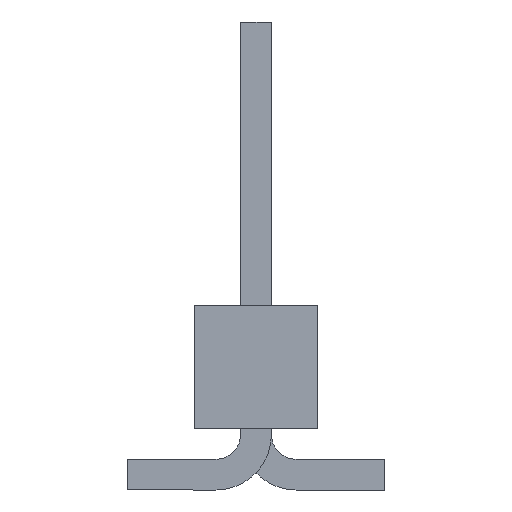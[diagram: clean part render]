
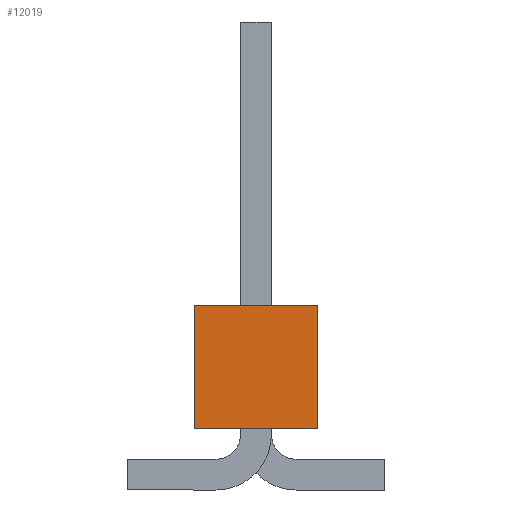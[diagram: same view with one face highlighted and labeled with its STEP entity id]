
A CAD part, left-side view. The second image highlights one B-rep face of the part: STEP entity #12019.
In plain terms, the highlighted face is planar.
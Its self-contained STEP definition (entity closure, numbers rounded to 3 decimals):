
#2624 = VERTEX_POINT('',#2625);
#2625 = CARTESIAN_POINT('',(49.53,1.27,1.27));
#2631 = EDGE_CURVE('',#2624,#2632,#2634,.T.);
#2632 = VERTEX_POINT('',#2633);
#2633 = CARTESIAN_POINT('',(49.53,1.27,-1.27));
#2634 = LINE('',#2635,#2636);
#2635 = CARTESIAN_POINT('',(49.53,1.27,1.27));
#2636 = VECTOR('',#2637,1.);
#2637 = DIRECTION('',(0.,0.,-1.));
#6382 = VERTEX_POINT('',#6383);
#6383 = CARTESIAN_POINT('',(49.53,-1.27,-1.27));
#6389 = EDGE_CURVE('',#6390,#6382,#6392,.T.);
#6390 = VERTEX_POINT('',#6391);
#6391 = CARTESIAN_POINT('',(49.53,-1.27,1.27));
#6392 = LINE('',#6393,#6394);
#6393 = CARTESIAN_POINT('',(49.53,-1.27,1.27));
#6394 = VECTOR('',#6395,1.);
#6395 = DIRECTION('',(0.,0.,-1.));
#8486 = EDGE_CURVE('',#2632,#6382,#8487,.T.);
#8487 = LINE('',#8488,#8489);
#8488 = CARTESIAN_POINT('',(49.53,1.27,-1.27));
#8489 = VECTOR('',#8490,1.);
#8490 = DIRECTION('',(0.,-1.,0.));
#8508 = EDGE_CURVE('',#2624,#6390,#8509,.T.);
#8509 = LINE('',#8510,#8511);
#8510 = CARTESIAN_POINT('',(49.53,1.27,1.27));
#8511 = VECTOR('',#8512,1.);
#8512 = DIRECTION('',(0.,-1.,0.));
#12019 = ADVANCED_FACE('',(#12020),#12026,.F.);
#12020 = FACE_BOUND('',#12021,.T.);
#12021 = EDGE_LOOP('',(#12022,#12023,#12024,#12025));
#12022 = ORIENTED_EDGE('',*,*,#6389,.T.);
#12023 = ORIENTED_EDGE('',*,*,#8486,.F.);
#12024 = ORIENTED_EDGE('',*,*,#2631,.F.);
#12025 = ORIENTED_EDGE('',*,*,#8508,.T.);
#12026 = PLANE('',#12027);
#12027 = AXIS2_PLACEMENT_3D('',#12028,#12029,#12030);
#12028 = CARTESIAN_POINT('',(49.53,1.27,1.27));
#12029 = DIRECTION('',(-1.,0.,0.));
#12030 = DIRECTION('',(0.,0.,1.));
